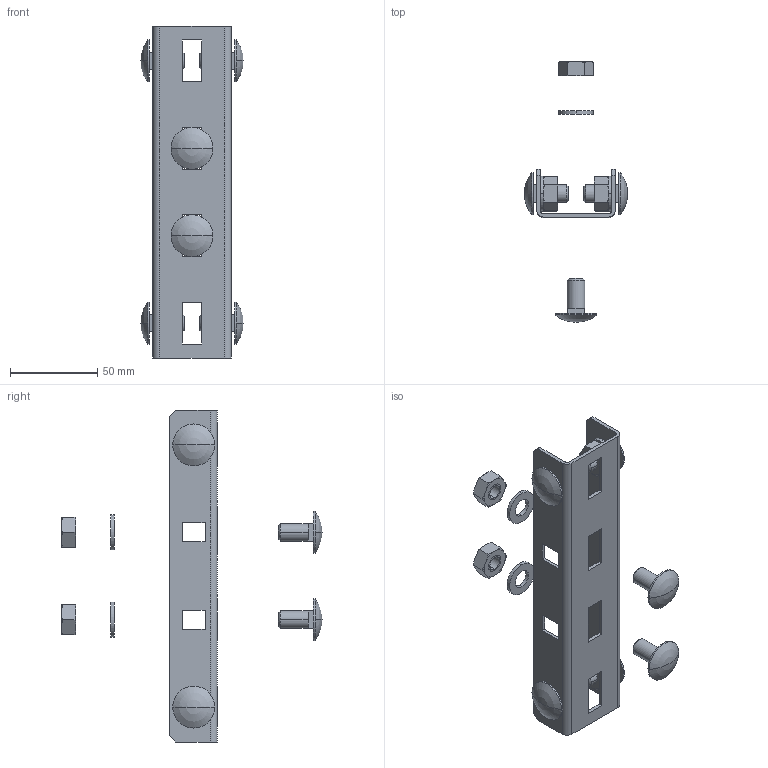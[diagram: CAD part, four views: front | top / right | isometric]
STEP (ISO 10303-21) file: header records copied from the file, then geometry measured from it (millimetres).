
FILE_DESCRIPTION(('OneSpaceDesigner STEP Export'),'2;1');
FILE_NAME('VUS3.stp','2005-04-13T13:21:17',(''),(''),'OneSpace Designer STEP processor (Jan. 2003) for AP214(CD)(Solid Model)','OneSpace Designer 12.01F 09-Nov-2004 (C) CoCreate Software GmbH','');
FILE_SCHEMA(('AUTOMOTIVE_DESIGN_CC2 {1 2 10303 214 -1 1 5 1}'));
Length unit declared in the file: millimetre
Products named in the file (10): Flachrundschraube; Scheibe_DIN_125_-_A_10.5_-_.2; Sechskantmutter_DIN_934-M10.3; Flachrundschraube.3; Verbinder; Scheibe_DIN_125_-_A_10.5_-_.2.2; Sechskantmutter_DIN_934-M10.3.2; Flachrundschraube.4; Verbinder.1
Assembly tree (13 placements, depth 3):
  Verbinder.1
    Flachrundschraube.4  x2
      Flachrundschraube
      Sechskantmutter_DIN_934-M10.3.2
      Scheibe_DIN_125_-_A_10.5_-_.2.2
    Flachrundschraube.3  x4
      Sechskantmutter_DIN_934-M10.3
      Scheibe_DIN_125_-_A_10.5_-_.2
      Flachrundschraube
    Verbinder
Bounding box: 59 x 149 x 190 mm (x, y, z)
Volume: 61314.5 mm3; surface area: 53716.7 mm2
Topology: 19 solids, 19 shells, 378 faces, 858 edges, 524 vertices
Faces by surface type: plane 194, torus 96, cylinder 64, sphere 12, cone 12
Entity records: 7355 total; most frequent: CARTESIAN_POINT 3442, ORIENTED_EDGE 820, DIRECTION 568, EDGE_CURVE 410, VERTEX_POINT 260, VECTOR 228, LINE 228, EDGE_LOOP 208
